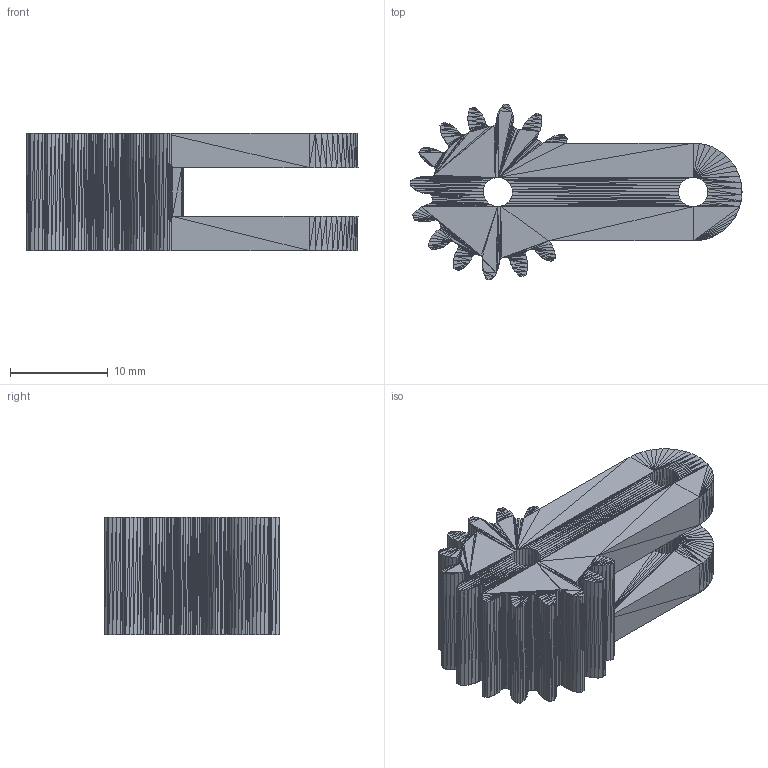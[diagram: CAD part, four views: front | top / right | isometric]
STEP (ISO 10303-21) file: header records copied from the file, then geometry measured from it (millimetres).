
FILE_DESCRIPTION((''),'2;1');
FILE_NAME('Gripper Rod 2 (Print 2 pieces)', '2026-01-31T14:30:24', (''), (''), 'ImageToStl.com STEP Converter','', '');
FILE_SCHEMA(('AUTOMOTIVE_DESIGN_CC2'));
Length unit declared in the file: metre
Products named in the file (1): product0
Bounding box: 33.98 x 17.96 x 12 mm (x, y, z)
Surface area: 2497.8 mm2 (no closed solid volume)
Topology: 0 solids, 1616 shells, 1616 faces, 4848 edges, 804 vertices
Faces by surface type: plane 1616
Entity records: 37188 total; most frequent: DIRECTION 8082, ORIENTED_EDGE 4848, EDGE_CURVE 4848, LINE 4848, VECTOR 4848, AXIS2_PLACEMENT_3D 1617, FACE_SURFACE 1616, PLANE 1616
